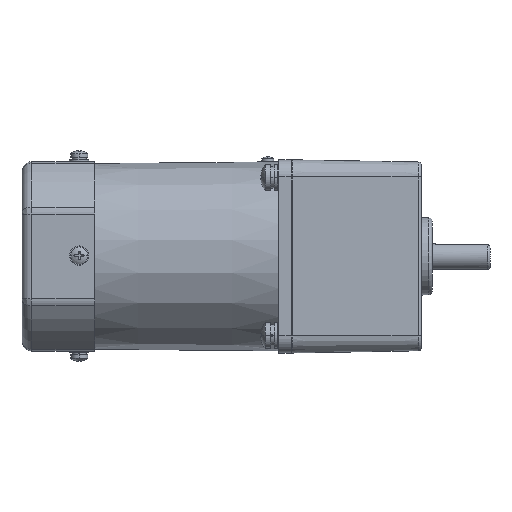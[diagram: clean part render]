
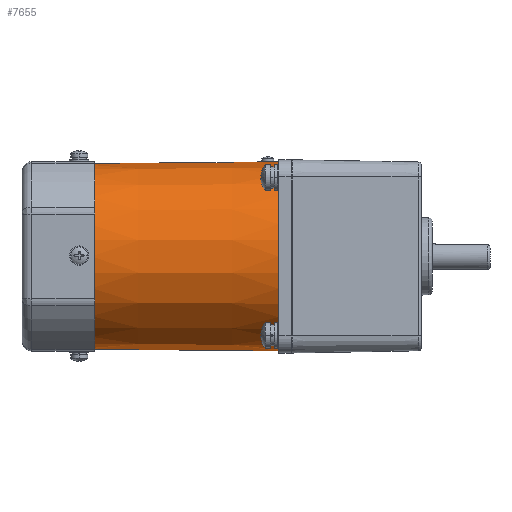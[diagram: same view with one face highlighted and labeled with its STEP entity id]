
A CAD part, front view. The second image highlights one B-rep face of the part: STEP entity #7655.
In plain terms, the highlighted conical face has half-angle 0.503 degrees and reference radius 43.236 mm.
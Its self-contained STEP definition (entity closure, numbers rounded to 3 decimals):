
#162 = EDGE_CURVE ( 'NONE', #37946, #36893, #37590, .T. ) ;
#182 = DIRECTION ( 'NONE',  ( 0., 0., 1. ) ) ;
#1520 = EDGE_LOOP ( 'NONE', ( #18022, #12785, #1524, #2959, #16287 ) ) ;
#1524 = ORIENTED_EDGE ( 'NONE', *, *, #30506, .T. ) ;
#2959 = ORIENTED_EDGE ( 'NONE', *, *, #28978, .T. ) ;
#3622 = LINE ( 'NONE', #16031, #22432 ) ;
#4143 = AXIS2_PLACEMENT_3D ( 'NONE', #5348, #17749, #30147 ) ;
#5348 = CARTESIAN_POINT ( 'NONE',  ( 2632.292, -775.157, 0. ) ) ;
#6514 = VERTEX_POINT ( 'NONE', #36460 ) ;
#6774 = CIRCLE ( 'NONE', #29485, 43.236 ) ;
#7432 = CARTESIAN_POINT ( 'NONE',  ( 2545.293, -775.157, 0. ) ) ;
#7655 = ADVANCED_FACE ( 'NONE', ( #35284 ), #15642, .T. ) ;
#9758 = CARTESIAN_POINT ( 'NONE',  ( -2380.797, -775.157, 0. ) ) ;
#12132 = LINE ( 'NONE', #24543, #36233 ) ;
#12785 = ORIENTED_EDGE ( 'NONE', *, *, #29500, .F. ) ;
#15001 = AXIS2_PLACEMENT_3D ( 'NONE', #7432, #19846, #32245 ) ;
#15642 = CONICAL_SURFACE ( 'NONE', #15001, 43.236, 0.009 ) ;
#15655 = CARTESIAN_POINT ( 'NONE',  ( 2545.293, -775.157, 0. ) ) ;
#16031 = CARTESIAN_POINT ( 'NONE',  ( 2545.293, -775.157, -43.236 ) ) ;
#16287 = ORIENTED_EDGE ( 'NONE', *, *, #162, .T. ) ;
#17749 = DIRECTION ( 'NONE',  ( -1., 0., 0. ) ) ;
#18022 = ORIENTED_EDGE ( 'NONE', *, *, #36954, .F. ) ;
#19846 = DIRECTION ( 'NONE',  ( 1., 0., 0. ) ) ;
#21360 = VECTOR ( 'NONE', #22166, 1000. ) ;
#21647 = CIRCLE ( 'NONE', #4143, 44. ) ;
#22166 = DIRECTION ( 'NONE',  ( -1., 0., -0.009 ) ) ;
#22432 = VECTOR ( 'NONE', #28406, 1000. ) ;
#22463 = VERTEX_POINT ( 'NONE', #25565 ) ;
#24543 = CARTESIAN_POINT ( 'NONE',  ( 2545.293, -775.157, 43.236 ) ) ;
#25565 = CARTESIAN_POINT ( 'NONE',  ( 2545.293, -775.157, -43.236 ) ) ;
#25593 = CARTESIAN_POINT ( 'NONE',  ( 2545.293, -775.157, 43.236 ) ) ;
#28030 = DIRECTION ( 'NONE',  ( -1., 0., 0. ) ) ;
#28406 = DIRECTION ( 'NONE',  ( 1., 0., -0.009 ) ) ;
#28978 = EDGE_CURVE ( 'NONE', #6514, #37946, #21647, .T. ) ;
#29485 = AXIS2_PLACEMENT_3D ( 'NONE', #15655, #28030, #182 ) ;
#29500 = EDGE_CURVE ( 'NONE', #22463, #37741, #6774, .T. ) ;
#30147 = DIRECTION ( 'NONE',  ( 0., 0., -1. ) ) ;
#30506 = EDGE_CURVE ( 'NONE', #22463, #6514, #3622, .T. ) ;
#32245 = DIRECTION ( 'NONE',  ( 0., 0., -1. ) ) ;
#33274 = CARTESIAN_POINT ( 'NONE',  ( 2632.292, -775.157, 44. ) ) ;
#35284 = FACE_OUTER_BOUND ( 'NONE', #1520, .T. ) ;
#36233 = VECTOR ( 'NONE', #36920, 1000. ) ;
#36311 = CARTESIAN_POINT ( 'NONE',  ( 2622.292, -775.157, 43.912 ) ) ;
#36460 = CARTESIAN_POINT ( 'NONE',  ( 2632.292, -775.157, -44. ) ) ;
#36893 = VERTEX_POINT ( 'NONE', #36311 ) ;
#36920 = DIRECTION ( 'NONE',  ( 1., 0., 0.009 ) ) ;
#36954 = EDGE_CURVE ( 'NONE', #37741, #36893, #12132, .T. ) ;
#37590 = LINE ( 'NONE', #9758, #21360 ) ;
#37741 = VERTEX_POINT ( 'NONE', #25593 ) ;
#37946 = VERTEX_POINT ( 'NONE', #33274 ) ;
